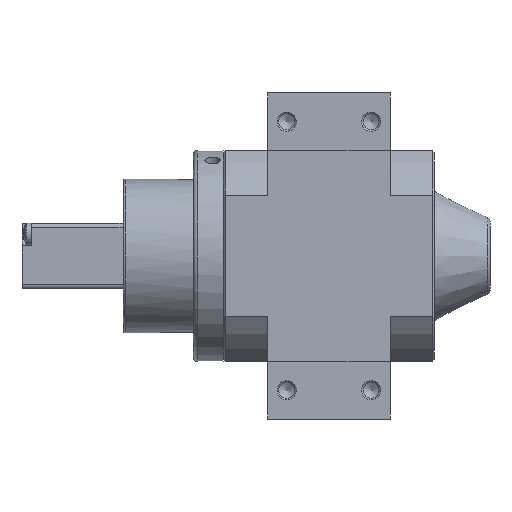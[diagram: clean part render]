
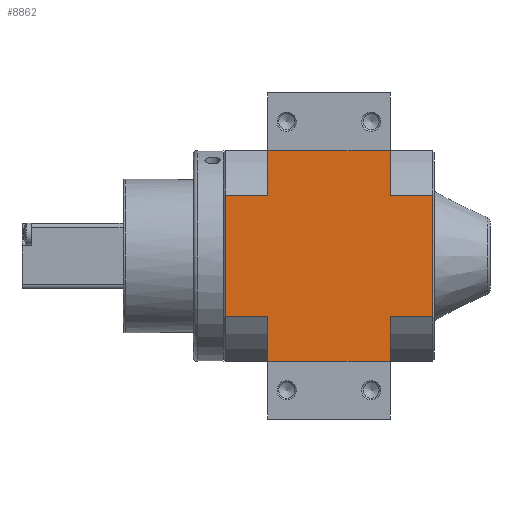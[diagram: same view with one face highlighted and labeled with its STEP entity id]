
A CAD part, left-side view. The second image highlights one B-rep face of the part: STEP entity #8862.
In plain terms, the highlighted face is planar.
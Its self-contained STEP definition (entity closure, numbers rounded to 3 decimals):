
#196=LINE('',#12601,#699);
#211=LINE('',#12697,#714);
#219=LINE('',#12712,#722);
#220=LINE('',#12715,#723);
#221=LINE('',#12717,#724);
#222=LINE('',#12718,#725);
#223=LINE('',#12720,#726);
#224=LINE('',#12722,#727);
#225=LINE('',#12724,#728);
#226=LINE('',#12726,#729);
#227=LINE('',#12727,#730);
#228=LINE('',#12729,#731);
#699=VECTOR('',#10322,1000.);
#714=VECTOR('',#10381,1000.);
#722=VECTOR('',#10391,1000.);
#723=VECTOR('',#10392,1000.);
#724=VECTOR('',#10393,1000.);
#725=VECTOR('',#10394,1000.);
#726=VECTOR('',#10395,1000.);
#727=VECTOR('',#10396,1000.);
#728=VECTOR('',#10397,1000.);
#729=VECTOR('',#10398,1000.);
#730=VECTOR('',#10399,1000.);
#731=VECTOR('',#10400,1000.);
#1175=PLANE('',#9389);
#1615=ORIENTED_EDGE('',*,*,#3476,.T.);
#1616=ORIENTED_EDGE('',*,*,#3477,.F.);
#1617=ORIENTED_EDGE('',*,*,#3478,.T.);
#1618=ORIENTED_EDGE('',*,*,#3431,.T.);
#1619=ORIENTED_EDGE('',*,*,#3479,.F.);
#1620=ORIENTED_EDGE('',*,*,#3480,.T.);
#1621=ORIENTED_EDGE('',*,*,#3481,.F.);
#1622=ORIENTED_EDGE('',*,*,#3482,.T.);
#1623=ORIENTED_EDGE('',*,*,#3483,.F.);
#1624=ORIENTED_EDGE('',*,*,#3468,.T.);
#1625=ORIENTED_EDGE('',*,*,#3484,.T.);
#1626=ORIENTED_EDGE('',*,*,#3485,.F.);
#3431=EDGE_CURVE('',#4365,#4364,#196,.T.);
#3468=EDGE_CURVE('',#4392,#4391,#211,.T.);
#3476=EDGE_CURVE('',#4398,#4399,#219,.T.);
#3477=EDGE_CURVE('',#4400,#4399,#220,.F.);
#3478=EDGE_CURVE('',#4400,#4365,#221,.T.);
#3479=EDGE_CURVE('',#4401,#4364,#222,.T.);
#3480=EDGE_CURVE('',#4401,#4402,#223,.F.);
#3481=EDGE_CURVE('',#4403,#4402,#224,.T.);
#3482=EDGE_CURVE('',#4403,#4404,#225,.T.);
#3483=EDGE_CURVE('',#4392,#4404,#226,.T.);
#3484=EDGE_CURVE('',#4391,#4405,#227,.T.);
#3485=EDGE_CURVE('',#4398,#4405,#228,.T.);
#4364=VERTEX_POINT('',#12600);
#4365=VERTEX_POINT('',#12602);
#4391=VERTEX_POINT('',#12696);
#4392=VERTEX_POINT('',#12698);
#4398=VERTEX_POINT('',#12713);
#4399=VERTEX_POINT('',#12714);
#4400=VERTEX_POINT('',#12716);
#4401=VERTEX_POINT('',#12719);
#4402=VERTEX_POINT('',#12721);
#4403=VERTEX_POINT('',#12723);
#4404=VERTEX_POINT('',#12725);
#4405=VERTEX_POINT('',#12728);
#5388=EDGE_LOOP('',(#1615,#1616,#1617,#1618,#1619,#1620,#1621,#1622,#1623,
#1624,#1625,#1626));
#6001=FACE_BOUND('',#5388,.T.);
#8862=ADVANCED_FACE('',(#6001),#1175,.T.);
#9389=AXIS2_PLACEMENT_3D('',#12711,#10389,#10390);
#10322=DIRECTION('',(0.,-1.,0.));
#10381=DIRECTION('',(0.,1.,0.));
#10389=DIRECTION('',(0.,0.,1.));
#10390=DIRECTION('',(1.,0.,0.));
#10391=DIRECTION('',(-1.,0.,0.));
#10392=DIRECTION('',(0.,-1.,0.));
#10393=DIRECTION('',(-1.,0.,0.));
#10394=DIRECTION('',(-1.,0.,0.));
#10395=DIRECTION('',(0.,1.,0.));
#10396=DIRECTION('',(-1.,0.,0.));
#10397=DIRECTION('',(0.,1.,0.));
#10398=DIRECTION('',(-1.,0.,0.));
#10399=DIRECTION('',(-1.,0.,0.));
#10400=DIRECTION('',(0.,-1.,0.));
#12600=CARTESIAN_POINT('',(-27.5,-16.,27.5));
#12601=CARTESIAN_POINT('',(-27.5,27.,27.5));
#12602=CARTESIAN_POINT('',(-27.5,16.,27.5));
#12696=CARTESIAN_POINT('',(27.5,16.,27.5));
#12697=CARTESIAN_POINT('',(27.5,-27.,27.5));
#12698=CARTESIAN_POINT('',(27.5,-16.,27.5));
#12711=CARTESIAN_POINT('',(0.,0.,27.5));
#12712=CARTESIAN_POINT('',(33.,27.,27.5));
#12713=CARTESIAN_POINT('',(15.869,27.,27.5));
#12714=CARTESIAN_POINT('',(-15.869,27.,27.5));
#12715=CARTESIAN_POINT('',(-15.869,33.,27.5));
#12716=CARTESIAN_POINT('',(-15.869,16.,27.5));
#12717=CARTESIAN_POINT('',(0.,16.,27.5));
#12718=CARTESIAN_POINT('',(0.,-16.,27.5));
#12719=CARTESIAN_POINT('',(-15.869,-16.,27.5));
#12720=CARTESIAN_POINT('',(-15.869,-33.,27.5));
#12721=CARTESIAN_POINT('',(-15.869,-27.,27.5));
#12722=CARTESIAN_POINT('',(33.,-27.,27.5));
#12723=CARTESIAN_POINT('',(15.869,-27.,27.5));
#12724=CARTESIAN_POINT('',(15.869,-33.,27.5));
#12725=CARTESIAN_POINT('',(15.869,-16.,27.5));
#12726=CARTESIAN_POINT('',(0.,-16.,27.5));
#12727=CARTESIAN_POINT('',(0.,16.,27.5));
#12728=CARTESIAN_POINT('',(15.869,16.,27.5));
#12729=CARTESIAN_POINT('',(15.869,33.,27.5));
